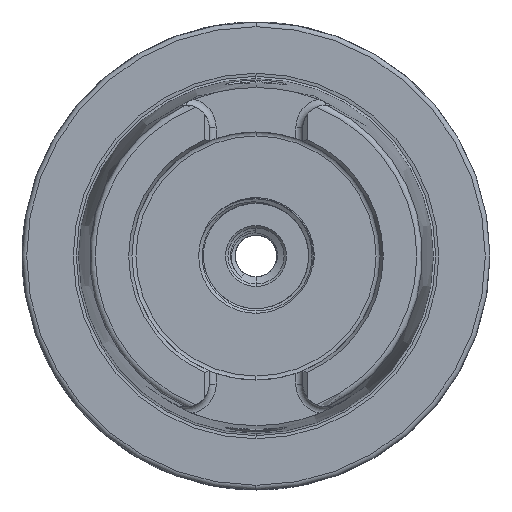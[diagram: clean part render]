
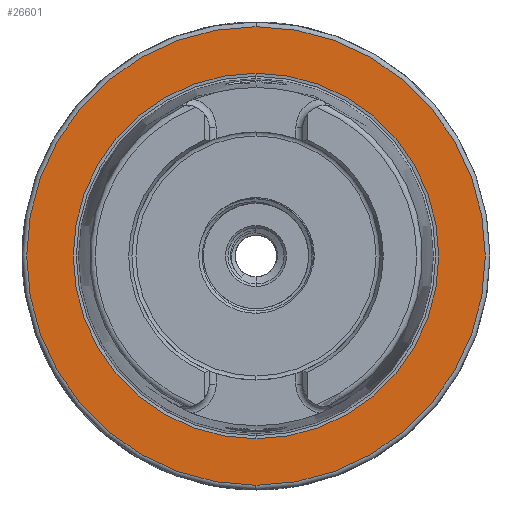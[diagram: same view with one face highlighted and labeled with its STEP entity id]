
A CAD part, left-side view. The second image highlights one B-rep face of the part: STEP entity #26601.
In plain terms, the highlighted planar face has unit normal (-1, 0, 0).
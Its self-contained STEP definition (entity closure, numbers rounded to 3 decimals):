
#1574 = VERTEX_POINT ( 'NONE', #21737 ) ;
#1606 = VERTEX_POINT ( 'NONE', #21769 ) ;
#1620 = VERTEX_POINT ( 'NONE', #21783 ) ;
#1622 = VERTEX_POINT ( 'NONE', #21785 ) ;
#5761 = AXIS2_PLACEMENT_3D ( 'NONE', #30593, #30594, #30595 ) ;
#5765 = AXIS2_PLACEMENT_3D ( 'NONE', #30575, #30576, #30577 ) ;
#6816 = FACE_OUTER_BOUND ( 'NONE', #13119, .T. ) ;
#9055 = ORIENTED_EDGE ( 'NONE', *, *, #26638, .T. ) ;
#9071 = ORIENTED_EDGE ( 'NONE', *, *, #26238, .T. ) ;
#9079 = ORIENTED_EDGE ( 'NONE', *, *, #26637, .T. ) ;
#9101 = ORIENTED_EDGE ( 'NONE', *, *, #26244, .T. ) ;
#13119 = EDGE_LOOP ( 'NONE', ( #9071, #9079 ) ) ;
#13211 = EDGE_LOOP ( 'NONE', ( #9101, #9055 ) ) ;
#15640 = CIRCLE ( 'NONE', #5765, 49. ) ;
#15643 = CIRCLE ( 'NONE', #5761, 39.054 ) ;
#15706 = CIRCLE ( 'NONE', #16100, 49. ) ;
#15707 = CIRCLE ( 'NONE', #16103, 39.054 ) ;
#16100 = AXIS2_PLACEMENT_3D ( 'NONE', #27298, #27299, #27300 ) ;
#16103 = AXIS2_PLACEMENT_3D ( 'NONE', #27301, #27302, #27303 ) ;
#16568 = FACE_BOUND ( 'NONE', #13211, .T. ) ;
#16570 = AXIS2_PLACEMENT_3D ( 'NONE', #27174, #27175, #27176 ) ;
#21737 = CARTESIAN_POINT ( 'NONE',  ( 0., 0., -49. ) ) ;
#21769 = CARTESIAN_POINT ( 'NONE',  ( 0., 0., -39.054 ) ) ;
#21783 = CARTESIAN_POINT ( 'NONE',  ( 0., 0., 49. ) ) ;
#21785 = CARTESIAN_POINT ( 'NONE',  ( 0., 0., 39.054 ) ) ;
#26238 = EDGE_CURVE ( 'NONE', #1620, #1574, #15640, .T. ) ;
#26244 = EDGE_CURVE ( 'NONE', #1622, #1606, #15643, .T. ) ;
#26601 = ADVANCED_FACE ( 'NONE', ( #6816, #16568 ), #27173, .T. ) ;
#26637 = EDGE_CURVE ( 'NONE', #1574, #1620, #15706, .T. ) ;
#26638 = EDGE_CURVE ( 'NONE', #1606, #1622, #15707, .T. ) ;
#27173 = PLANE ( 'NONE',  #16570 ) ;
#27174 = CARTESIAN_POINT ( 'NONE',  ( 0., 39.054, 0. ) ) ;
#27175 = DIRECTION ( 'NONE',  ( -1., 0., 0. ) ) ;
#27176 = DIRECTION ( 'NONE',  ( 0., 0., 1. ) ) ;
#27298 = CARTESIAN_POINT ( 'NONE',  ( 0., 0., 0. ) ) ;
#27299 = DIRECTION ( 'NONE',  ( -1., 0., 0. ) ) ;
#27300 = DIRECTION ( 'NONE',  ( 0., 0., 1. ) ) ;
#27301 = CARTESIAN_POINT ( 'NONE',  ( 0., 0., 0. ) ) ;
#27302 = DIRECTION ( 'NONE',  ( 1., 0., 0. ) ) ;
#27303 = DIRECTION ( 'NONE',  ( 0., 0., -1. ) ) ;
#30575 = CARTESIAN_POINT ( 'NONE',  ( 0., 0., 0. ) ) ;
#30576 = DIRECTION ( 'NONE',  ( -1., 0., 0. ) ) ;
#30577 = DIRECTION ( 'NONE',  ( 0., 0., 1. ) ) ;
#30593 = CARTESIAN_POINT ( 'NONE',  ( 0., 0., 0. ) ) ;
#30594 = DIRECTION ( 'NONE',  ( 1., 0., 0. ) ) ;
#30595 = DIRECTION ( 'NONE',  ( 0., 0., -1. ) ) ;
